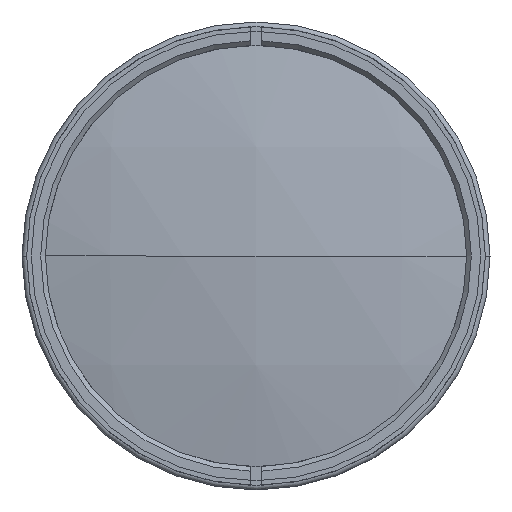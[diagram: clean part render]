
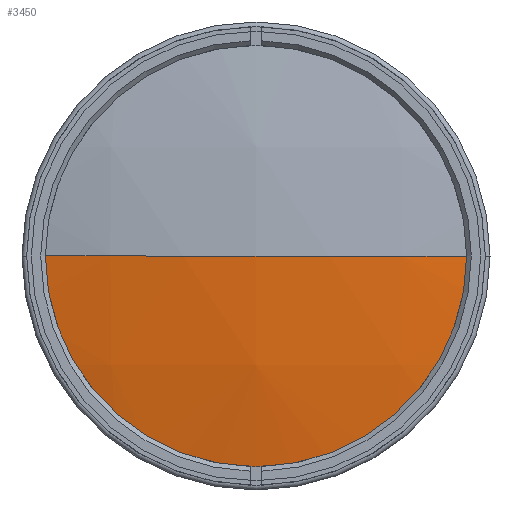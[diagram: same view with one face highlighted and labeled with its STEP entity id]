
A CAD part, left-side view. The second image highlights one B-rep face of the part: STEP entity #3450.
In plain terms, the highlighted spherical face has radius 224 mm.
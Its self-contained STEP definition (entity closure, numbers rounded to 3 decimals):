
#26 = EDGE_LOOP ( 'NONE', ( #5994, #5411, #2370 ) ) ;
#349 = CIRCLE ( 'NONE', #444, 46.5 ) ;
#444 = AXIS2_PLACEMENT_3D ( 'NONE', #1070, #3388, #946 ) ;
#608 = CARTESIAN_POINT ( 'NONE',  ( -182.505, -46.5, 0. ) ) ;
#620 = AXIS2_PLACEMENT_3D ( 'NONE', #3743, #4762, #5569 ) ;
#685 = VERTEX_POINT ( 'NONE', #1954 ) ;
#794 = DIRECTION ( 'NONE',  ( 0., -1., 0. ) ) ;
#946 = DIRECTION ( 'NONE',  ( 0., 0., 1. ) ) ;
#1070 = CARTESIAN_POINT ( 'NONE',  ( -182.505, 0., 0. ) ) ;
#1625 = DIRECTION ( 'NONE',  ( 0., 0., 1. ) ) ;
#1824 = FACE_OUTER_BOUND ( 'NONE', #26, .T. ) ;
#1954 = CARTESIAN_POINT ( 'NONE',  ( -182.505, 46.5, 0. ) ) ;
#1976 = EDGE_CURVE ( 'NONE', #4203, #4280, #5478, .T. ) ;
#2168 = DIRECTION ( 'NONE',  ( 0., 1., 0. ) ) ;
#2370 = ORIENTED_EDGE ( 'NONE', *, *, #5519, .F. ) ;
#2438 = CARTESIAN_POINT ( 'NONE',  ( -187.385, 0., 0. ) ) ;
#3335 = AXIS2_PLACEMENT_3D ( 'NONE', #3483, #1625, #794 ) ;
#3388 = DIRECTION ( 'NONE',  ( -1., 0., 0. ) ) ;
#3450 = ADVANCED_FACE ( 'NONE', ( #1824 ), #5581, .T. ) ;
#3483 = CARTESIAN_POINT ( 'NONE',  ( 36.615, 0., 0. ) ) ;
#3719 = DIRECTION ( 'NONE',  ( 0., 0., -1. ) ) ;
#3743 = CARTESIAN_POINT ( 'NONE',  ( 36.615, 0., 0. ) ) ;
#3756 = EDGE_CURVE ( 'NONE', #685, #4203, #349, .T. ) ;
#4203 = VERTEX_POINT ( 'NONE', #608 ) ;
#4280 = VERTEX_POINT ( 'NONE', #2438 ) ;
#4762 = DIRECTION ( 'NONE',  ( 0., 0., -1. ) ) ;
#4825 = CIRCLE ( 'NONE', #3335, 224. ) ;
#5411 = ORIENTED_EDGE ( 'NONE', *, *, #1976, .T. ) ;
#5478 = CIRCLE ( 'NONE', #620, 224. ) ;
#5519 = EDGE_CURVE ( 'NONE', #685, #4280, #4825, .T. ) ;
#5569 = DIRECTION ( 'NONE',  ( 0., 1., 0. ) ) ;
#5581 = SPHERICAL_SURFACE ( 'NONE', #5883, 224. ) ;
#5883 = AXIS2_PLACEMENT_3D ( 'NONE', #5936, #3719, #2168 ) ;
#5936 = CARTESIAN_POINT ( 'NONE',  ( 36.615, 0., 0. ) ) ;
#5994 = ORIENTED_EDGE ( 'NONE', *, *, #3756, .T. ) ;
